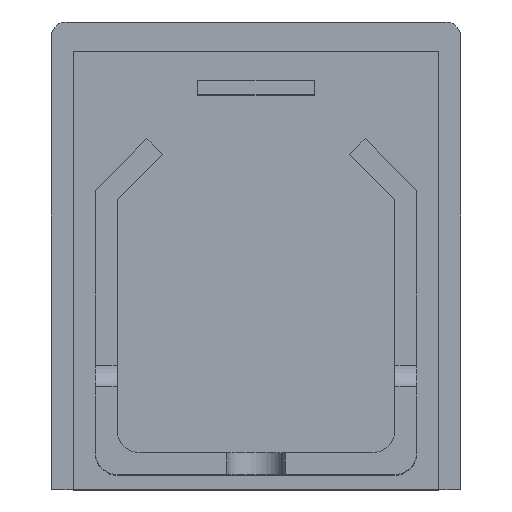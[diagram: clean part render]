
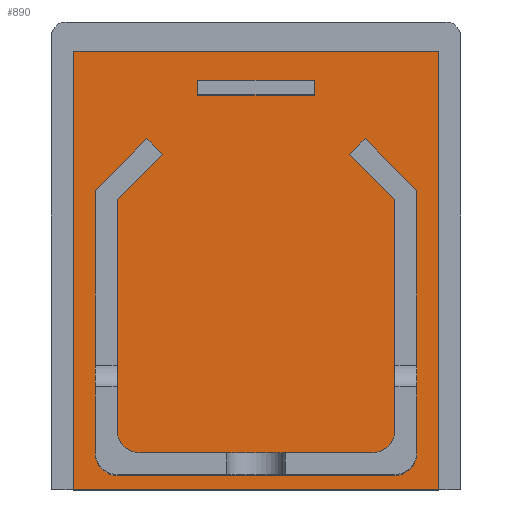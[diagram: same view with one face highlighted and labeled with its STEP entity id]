
A CAD part, top view. The second image highlights one B-rep face of the part: STEP entity #890.
In plain terms, the highlighted planar face has unit normal (0, 0, 1).
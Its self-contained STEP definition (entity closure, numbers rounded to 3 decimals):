
#15=FACE_BOUND('',#343,.T.);
#16=FACE_BOUND('',#344,.T.);
#29=PLANE('',#953);
#62=LINE('',#1340,#167);
#66=LINE('',#1349,#171);
#70=LINE('',#1357,#175);
#73=LINE('',#1363,#178);
#76=LINE('',#1368,#181);
#88=LINE('',#1398,#193);
#97=LINE('',#1420,#202);
#100=LINE('',#1431,#205);
#101=LINE('',#1432,#206);
#102=LINE('',#1433,#207);
#103=LINE('',#1437,#208);
#104=LINE('',#1439,#209);
#105=LINE('',#1441,#210);
#106=LINE('',#1443,#211);
#107=LINE('',#1445,#212);
#108=LINE('',#1450,#213);
#109=LINE('',#1452,#214);
#110=LINE('',#1454,#215);
#111=LINE('',#1456,#216);
#112=LINE('',#1457,#217);
#167=VECTOR('',#1031,25.);
#171=VECTOR('',#1037,1.);
#175=VECTOR('',#1043,8.);
#178=VECTOR('',#1048,1.);
#181=VECTOR('',#1053,8.);
#193=VECTOR('',#1079,16.);
#202=VECTOR('',#1096,19.);
#205=VECTOR('',#1107,25.);
#206=VECTOR('',#1108,30.);
#207=VECTOR('',#1109,30.);
#208=VECTOR('',#1112,15.843);
#209=VECTOR('',#1113,4.379);
#210=VECTOR('',#1114,1.5);
#211=VECTOR('',#1115,5.);
#212=VECTOR('',#1116,17.964);
#213=VECTOR('',#1121,17.964);
#214=VECTOR('',#1122,5.);
#215=VECTOR('',#1123,1.5);
#216=VECTOR('',#1124,4.379);
#217=VECTOR('',#1125,15.843);
#293=FACE_OUTER_BOUND('',#342,.T.);
#342=EDGE_LOOP('',(#703,#704,#705,#706));
#343=EDGE_LOOP('',(#707,#708,#709,#710));
#344=EDGE_LOOP('',(#711,#712,#713,#714,#715,#716,#717,#718,#719,#720,#721,
#722,#723,#724,#725,#726));
#382=CIRCLE('',#951,1.5);
#384=CIRCLE('',#954,1.5);
#385=CIRCLE('',#955,1.5);
#386=CIRCLE('',#956,1.5);
#410=VERTEX_POINT('',#1337);
#411=VERTEX_POINT('',#1339);
#414=VERTEX_POINT('',#1347);
#415=VERTEX_POINT('',#1348);
#418=VERTEX_POINT('',#1356);
#420=VERTEX_POINT('',#1362);
#431=VERTEX_POINT('',#1395);
#432=VERTEX_POINT('',#1397);
#440=VERTEX_POINT('',#1417);
#441=VERTEX_POINT('',#1419);
#442=VERTEX_POINT('',#1423);
#444=VERTEX_POINT('',#1429);
#445=VERTEX_POINT('',#1430);
#446=VERTEX_POINT('',#1434);
#447=VERTEX_POINT('',#1436);
#448=VERTEX_POINT('',#1438);
#449=VERTEX_POINT('',#1440);
#450=VERTEX_POINT('',#1442);
#451=VERTEX_POINT('',#1444);
#452=VERTEX_POINT('',#1447);
#453=VERTEX_POINT('',#1449);
#454=VERTEX_POINT('',#1451);
#455=VERTEX_POINT('',#1453);
#456=VERTEX_POINT('',#1455);
#500=EDGE_CURVE('',#410,#411,#62,.T.);
#504=EDGE_CURVE('',#414,#415,#66,.T.);
#508=EDGE_CURVE('',#415,#418,#70,.T.);
#511=EDGE_CURVE('',#418,#420,#73,.T.);
#514=EDGE_CURVE('',#420,#414,#76,.T.);
#528=EDGE_CURVE('',#432,#431,#88,.T.);
#539=EDGE_CURVE('',#441,#440,#97,.T.);
#541=EDGE_CURVE('',#442,#432,#382,.T.);
#544=EDGE_CURVE('',#444,#445,#100,.T.);
#545=EDGE_CURVE('',#411,#444,#101,.T.);
#546=EDGE_CURVE('',#445,#410,#102,.T.);
#547=EDGE_CURVE('',#431,#446,#384,.T.);
#548=EDGE_CURVE('',#446,#447,#103,.T.);
#549=EDGE_CURVE('',#447,#448,#104,.T.);
#550=EDGE_CURVE('',#448,#449,#105,.T.);
#551=EDGE_CURVE('',#449,#450,#106,.T.);
#552=EDGE_CURVE('',#450,#451,#107,.T.);
#553=EDGE_CURVE('',#441,#451,#385,.F.);
#554=EDGE_CURVE('',#452,#440,#386,.F.);
#555=EDGE_CURVE('',#452,#453,#108,.T.);
#556=EDGE_CURVE('',#453,#454,#109,.T.);
#557=EDGE_CURVE('',#454,#455,#110,.T.);
#558=EDGE_CURVE('',#455,#456,#111,.T.);
#559=EDGE_CURVE('',#456,#442,#112,.T.);
#703=ORIENTED_EDGE('',*,*,#544,.F.);
#704=ORIENTED_EDGE('',*,*,#545,.F.);
#705=ORIENTED_EDGE('',*,*,#500,.F.);
#706=ORIENTED_EDGE('',*,*,#546,.F.);
#707=ORIENTED_EDGE('',*,*,#504,.T.);
#708=ORIENTED_EDGE('',*,*,#508,.T.);
#709=ORIENTED_EDGE('',*,*,#511,.T.);
#710=ORIENTED_EDGE('',*,*,#514,.T.);
#711=ORIENTED_EDGE('',*,*,#541,.T.);
#712=ORIENTED_EDGE('',*,*,#528,.T.);
#713=ORIENTED_EDGE('',*,*,#547,.T.);
#714=ORIENTED_EDGE('',*,*,#548,.T.);
#715=ORIENTED_EDGE('',*,*,#549,.T.);
#716=ORIENTED_EDGE('',*,*,#550,.T.);
#717=ORIENTED_EDGE('',*,*,#551,.T.);
#718=ORIENTED_EDGE('',*,*,#552,.T.);
#719=ORIENTED_EDGE('',*,*,#553,.F.);
#720=ORIENTED_EDGE('',*,*,#539,.T.);
#721=ORIENTED_EDGE('',*,*,#554,.F.);
#722=ORIENTED_EDGE('',*,*,#555,.T.);
#723=ORIENTED_EDGE('',*,*,#556,.T.);
#724=ORIENTED_EDGE('',*,*,#557,.T.);
#725=ORIENTED_EDGE('',*,*,#558,.T.);
#726=ORIENTED_EDGE('',*,*,#559,.T.);
#890=ADVANCED_FACE('',(#293,#15,#16),#29,.T.);
#951=AXIS2_PLACEMENT_3D('',#1424,#1100,#1101);
#953=AXIS2_PLACEMENT_3D('',#1428,#1105,#1106);
#954=AXIS2_PLACEMENT_3D('',#1435,#1110,#1111);
#955=AXIS2_PLACEMENT_3D('',#1446,#1117,#1118);
#956=AXIS2_PLACEMENT_3D('',#1448,#1119,#1120);
#1031=DIRECTION('',(-1.,0.,0.));
#1037=DIRECTION('',(0.,-1.,0.));
#1043=DIRECTION('',(-1.,0.,0.));
#1048=DIRECTION('',(0.,1.,0.));
#1053=DIRECTION('',(1.,0.,0.));
#1079=DIRECTION('',(1.,0.,0.));
#1096=DIRECTION('',(-1.,0.,0.));
#1100=DIRECTION('center_axis',(0.,0.,1.));
#1101=DIRECTION('ref_axis',(-0.707,-0.707,0.));
#1105=DIRECTION('center_axis',(0.,0.,1.));
#1106=DIRECTION('ref_axis',(1.,0.,0.));
#1107=DIRECTION('',(1.,0.,0.));
#1108=DIRECTION('',(0.,1.,0.));
#1109=DIRECTION('',(0.,-1.,0.));
#1110=DIRECTION('center_axis',(0.,0.,1.));
#1111=DIRECTION('ref_axis',(0.707,-0.707,0.));
#1112=DIRECTION('',(0.,1.,0.));
#1113=DIRECTION('',(-0.707,0.707,0.));
#1114=DIRECTION('',(0.707,0.707,0.));
#1115=DIRECTION('',(0.707,-0.707,0.));
#1116=DIRECTION('',(0.,-1.,0.));
#1117=DIRECTION('center_axis',(0.,0.,-1.));
#1118=DIRECTION('ref_axis',(0.707,-0.707,0.));
#1119=DIRECTION('center_axis',(0.,0.,-1.));
#1120=DIRECTION('ref_axis',(-0.707,-0.707,0.));
#1121=DIRECTION('',(0.,1.,0.));
#1122=DIRECTION('',(0.707,0.707,0.));
#1123=DIRECTION('',(0.707,-0.707,0.));
#1124=DIRECTION('',(-0.707,-0.707,0.));
#1125=DIRECTION('',(0.,-1.,0.));
#1337=CARTESIAN_POINT('',(12.5,-15.5,-6.));
#1339=CARTESIAN_POINT('',(-12.5,-15.5,-6.));
#1340=CARTESIAN_POINT('',(-7.,-15.5,-6.));
#1347=CARTESIAN_POINT('',(4.,12.5,-6.));
#1348=CARTESIAN_POINT('',(4.,11.5,-6.));
#1349=CARTESIAN_POINT('',(4.,5.5,-6.));
#1356=CARTESIAN_POINT('',(-4.,11.5,-6.));
#1357=CARTESIAN_POINT('',(-2.,11.5,-6.));
#1362=CARTESIAN_POINT('',(-4.,12.5,-6.));
#1363=CARTESIAN_POINT('',(-4.,6.,-6.));
#1368=CARTESIAN_POINT('',(2.,12.5,-6.));
#1395=CARTESIAN_POINT('',(8.,-13.,-6.));
#1397=CARTESIAN_POINT('',(-8.,-13.,-6.));
#1398=CARTESIAN_POINT('',(4.75,-13.,-6.));
#1417=CARTESIAN_POINT('',(-9.5,-14.5,-6.));
#1419=CARTESIAN_POINT('',(9.5,-14.5,-6.));
#1420=CARTESIAN_POINT('',(-5.5,-14.5,-6.));
#1423=CARTESIAN_POINT('',(-9.5,-11.5,-6.));
#1424=CARTESIAN_POINT('Origin',(-8.,-11.5,-6.));
#1428=CARTESIAN_POINT('Origin',(0.,-0.5,
-6.));
#1429=CARTESIAN_POINT('',(-12.5,14.5,-6.));
#1430=CARTESIAN_POINT('',(12.5,14.5,-6.));
#1431=CARTESIAN_POINT('',(12.5,14.5,-6.));
#1432=CARTESIAN_POINT('',(-12.5,14.5,-6.));
#1433=CARTESIAN_POINT('',(12.5,-15.5,-6.));
#1434=CARTESIAN_POINT('',(9.5,-11.5,-6.));
#1435=CARTESIAN_POINT('Origin',(8.,-11.5,-6.));
#1436=CARTESIAN_POINT('',(9.5,4.343,-6.));
#1437=CARTESIAN_POINT('',(9.5,1.922,-6.));
#1438=CARTESIAN_POINT('',(6.404,7.439,-6.));
#1439=CARTESIAN_POINT('',(6.788,7.055,-6.));
#1440=CARTESIAN_POINT('',(7.464,8.5,-6.));
#1441=CARTESIAN_POINT('',(3.348,4.384,-6.));
#1442=CARTESIAN_POINT('',(11.,4.964,-6.));
#1443=CARTESIAN_POINT('',(9.616,6.348,-6.));
#1444=CARTESIAN_POINT('',(11.,-13.,-6.));
#1445=CARTESIAN_POINT('',(11.,-4.5,-6.));
#1446=CARTESIAN_POINT('Origin',(9.5,-13.,-6.));
#1447=CARTESIAN_POINT('',(-11.,-13.,-6.));
#1448=CARTESIAN_POINT('Origin',(-9.5,-13.,-6.));
#1449=CARTESIAN_POINT('',(-11.,4.964,-6.));
#1450=CARTESIAN_POINT('',(-11.,2.232,-6.));
#1451=CARTESIAN_POINT('',(-7.464,8.5,-6.));
#1452=CARTESIAN_POINT('',(-7.848,8.116,-6.));
#1453=CARTESIAN_POINT('',(-6.404,7.439,-6.));
#1454=CARTESIAN_POINT('',(-2.818,3.854,-6.));
#1455=CARTESIAN_POINT('',(-9.5,4.343,-6.));
#1456=CARTESIAN_POINT('',(-8.336,5.507,-6.));
#1457=CARTESIAN_POINT('',(-9.5,-4.5,-6.));
